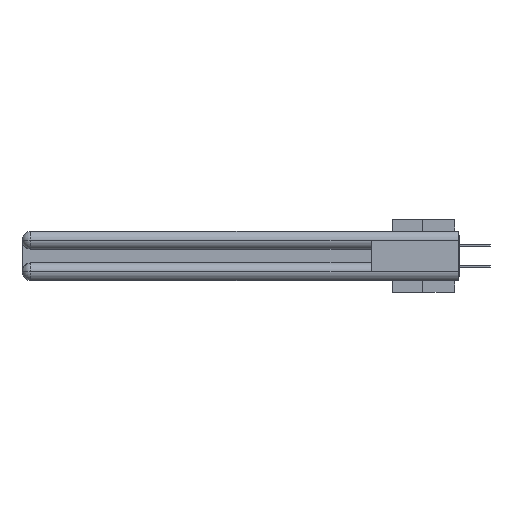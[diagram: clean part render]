
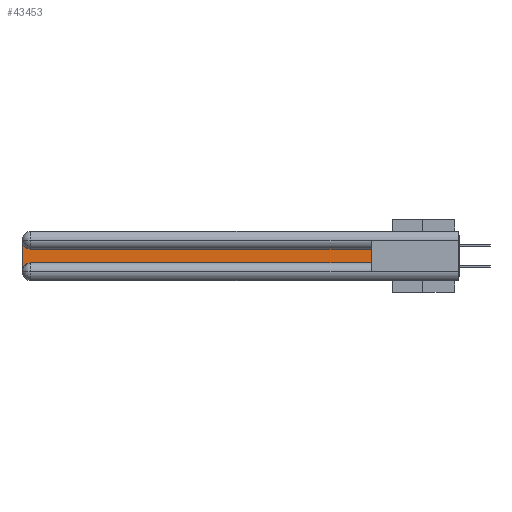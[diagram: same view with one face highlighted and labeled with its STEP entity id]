
A CAD part, left-side view. The second image highlights one B-rep face of the part: STEP entity #43453.
In plain terms, the highlighted planar face has unit normal (-1, 0, 0).
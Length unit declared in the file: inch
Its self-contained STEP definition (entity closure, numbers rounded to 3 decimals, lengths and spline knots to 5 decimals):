
#3822 = CIRCLE ( 'NONE', #11239, 0.06 ) ;
#4432 = DIRECTION ( 'NONE',  ( 0., -1., 0. ) ) ;
#5270 = DIRECTION ( 'NONE',  ( 0., 0., 1. ) ) ;
#5587 = CARTESIAN_POINT ( 'NONE',  ( 0.075, 0.6, -0.2175 ) ) ;
#6022 = CARTESIAN_POINT ( 'NONE',  ( 0.075, 3., -0.1225 ) ) ;
#6789 = CARTESIAN_POINT ( 'NONE',  ( 0.075, 0.6, -0.2175 ) ) ;
#7366 = ORIENTED_EDGE ( 'NONE', *, *, #28829, .T. ) ;
#7483 = ORIENTED_EDGE ( 'NONE', *, *, #26059, .T. ) ;
#8283 = CARTESIAN_POINT ( 'NONE',  ( 0.075, 2.94, -0.2175 ) ) ;
#8929 = DIRECTION ( 'NONE',  ( 1., 0., 0. ) ) ;
#9066 = CIRCLE ( 'NONE', #36350, 0.06 ) ;
#10640 = EDGE_CURVE ( 'NONE', #43014, #20952, #20904, .T. ) ;
#10966 = VERTEX_POINT ( 'NONE', #21231 ) ;
#11239 = AXIS2_PLACEMENT_3D ( 'NONE', #38171, #8929, #45137 ) ;
#11261 = VERTEX_POINT ( 'NONE', #26579 ) ;
#12046 = EDGE_LOOP ( 'NONE', ( #7366, #40590, #36419, #7483, #27622, #26270 ) ) ;
#13720 = FACE_OUTER_BOUND ( 'NONE', #12046, .T. ) ;
#15218 = CARTESIAN_POINT ( 'NONE',  ( 0.075, 0.6, -0.1225 ) ) ;
#17147 = CARTESIAN_POINT ( 'NONE',  ( 0.075, 3., -0.2775 ) ) ;
#17473 = LINE ( 'NONE', #5587, #18012 ) ;
#18012 = VECTOR ( 'NONE', #5270, 39.37008 ) ;
#18704 = CARTESIAN_POINT ( 'NONE',  ( 0.075, 0.6, -0.2175 ) ) ;
#19610 = EDGE_CURVE ( 'NONE', #24235, #11261, #3822, .T. ) ;
#20450 = PLANE ( 'NONE',  #34022 ) ;
#20904 = LINE ( 'NONE', #18704, #44787 ) ;
#20952 = VERTEX_POINT ( 'NONE', #6789 ) ;
#20953 = DIRECTION ( 'NONE',  ( 0., 0., -1. ) ) ;
#21231 = CARTESIAN_POINT ( 'NONE',  ( 0.075, 0.6, -0.1225 ) ) ;
#22503 = DIRECTION ( 'NONE',  ( 0., 1., 0. ) ) ;
#23573 = LINE ( 'NONE', #31936, #30954 ) ;
#23798 = DIRECTION ( 'NONE',  ( 0., 0., -1. ) ) ;
#24235 = VERTEX_POINT ( 'NONE', #32657 ) ;
#26059 = EDGE_CURVE ( 'NONE', #39816, #43014, #9066, .T. ) ;
#26270 = ORIENTED_EDGE ( 'NONE', *, *, #36342, .T. ) ;
#26579 = CARTESIAN_POINT ( 'NONE',  ( 0.075, 3., -0.0625 ) ) ;
#27622 = ORIENTED_EDGE ( 'NONE', *, *, #10640, .T. ) ;
#28829 = EDGE_CURVE ( 'NONE', #10966, #24235, #40668, .T. ) ;
#30954 = VECTOR ( 'NONE', #20953, 39.37008 ) ;
#31408 = DIRECTION ( 'NONE',  ( 1., 0., 0. ) ) ;
#31556 = EDGE_CURVE ( 'NONE', #11261, #39816, #23573, .T. ) ;
#31936 = CARTESIAN_POINT ( 'NONE',  ( 0.075, 3., -0.2175 ) ) ;
#32657 = CARTESIAN_POINT ( 'NONE',  ( 0.075, 2.94, -0.1225 ) ) ;
#34022 = AXIS2_PLACEMENT_3D ( 'NONE', #6022, #31408, #23798 ) ;
#35768 = DIRECTION ( 'NONE',  ( 0., 0., -1. ) ) ;
#36116 = VECTOR ( 'NONE', #22503, 39.37008 ) ;
#36342 = EDGE_CURVE ( 'NONE', #20952, #10966, #17473, .T. ) ;
#36350 = AXIS2_PLACEMENT_3D ( 'NONE', #46874, #39451, #35768 ) ;
#36419 = ORIENTED_EDGE ( 'NONE', *, *, #31556, .T. ) ;
#38171 = CARTESIAN_POINT ( 'NONE',  ( 0.075, 2.94, -0.0625 ) ) ;
#39451 = DIRECTION ( 'NONE',  ( 1., 0., 0. ) ) ;
#39816 = VERTEX_POINT ( 'NONE', #17147 ) ;
#40590 = ORIENTED_EDGE ( 'NONE', *, *, #19610, .T. ) ;
#40668 = LINE ( 'NONE', #15218, #36116 ) ;
#43014 = VERTEX_POINT ( 'NONE', #8283 ) ;
#43453 = ADVANCED_FACE ( 'NONE', ( #13720 ), #20450, .F. ) ;
#44787 = VECTOR ( 'NONE', #4432, 39.37008 ) ;
#45137 = DIRECTION ( 'NONE',  ( 0., 0., -1. ) ) ;
#46874 = CARTESIAN_POINT ( 'NONE',  ( 0.075, 2.94, -0.2775 ) ) ;
